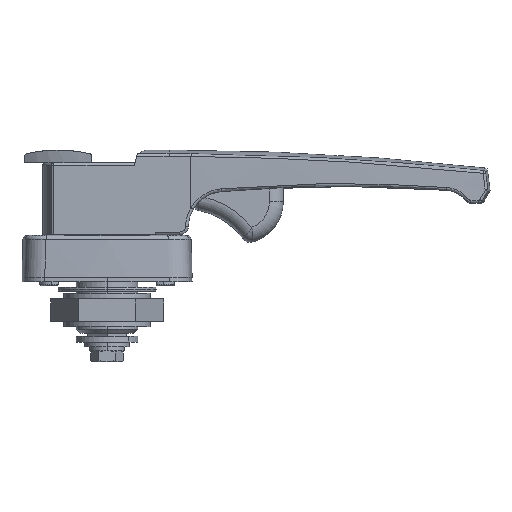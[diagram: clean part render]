
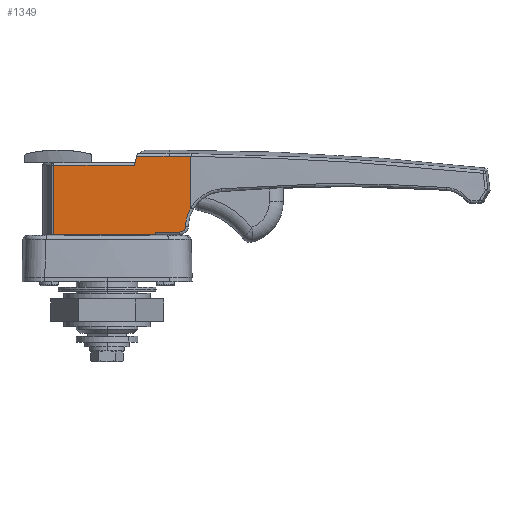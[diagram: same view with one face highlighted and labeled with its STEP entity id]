
A CAD part, left-side view. The second image highlights one B-rep face of the part: STEP entity #1349.
In plain terms, the highlighted planar face has unit normal (-1, 0, 0).
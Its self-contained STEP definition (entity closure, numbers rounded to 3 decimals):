
#73 = EDGE_CURVE ( 'NONE', #281, #22208, #19825, .T. ) ;
#124 = CARTESIAN_POINT ( 'NONE',  ( -12., -9.753, 30.5 ) ) ;
#281 = VERTEX_POINT ( 'NONE', #6082 ) ;
#744 = ORIENTED_EDGE ( 'NONE', *, *, #25391, .T. ) ;
#997 = ORIENTED_EDGE ( 'NONE', *, *, #14562, .T. ) ;
#1068 = VERTEX_POINT ( 'NONE', #12817 ) ;
#1160 = LINE ( 'NONE', #7489, #5226 ) ;
#1349 = ADVANCED_FACE ( 'NONE', ( #22966 ), #3786, .F. ) ;
#1584 = EDGE_CURVE ( 'NONE', #24769, #13754, #1779, .T. ) ;
#1594 = AXIS2_PLACEMENT_3D ( 'NONE', #10793, #18848, #24758 ) ;
#1682 = DIRECTION ( 'NONE',  ( 0., 1., 0. ) ) ;
#1696 = EDGE_LOOP ( 'NONE', ( #4980, #997, #12509, #744, #16202, #5397, #23023, #7013, #2316, #10067, #5712, #19034 ) ) ;
#1779 = LINE ( 'NONE', #10892, #16386 ) ;
#1793 = DIRECTION ( 'NONE',  ( 0., -1., 0. ) ) ;
#1809 = DIRECTION ( 'NONE',  ( 0., 0., -1. ) ) ;
#2316 = ORIENTED_EDGE ( 'NONE', *, *, #12842, .T. ) ;
#3573 = CARTESIAN_POINT ( 'NONE',  ( -12., 19.053, 30.5 ) ) ;
#3786 = PLANE ( 'NONE',  #4189 ) ;
#4004 = CARTESIAN_POINT ( 'NONE',  ( -12., -30., 33.718 ) ) ;
#4189 = AXIS2_PLACEMENT_3D ( 'NONE', #17314, #25511, #1682 ) ;
#4594 = VECTOR ( 'NONE', #9309, 1000. ) ;
#4604 = LINE ( 'NONE', #13857, #18556 ) ;
#4980 = ORIENTED_EDGE ( 'NONE', *, *, #23719, .T. ) ;
#5226 = VECTOR ( 'NONE', #9471, 1000. ) ;
#5278 = VECTOR ( 'NONE', #1793, 1000. ) ;
#5373 = VECTOR ( 'NONE', #12355, 1000. ) ;
#5397 = ORIENTED_EDGE ( 'NONE', *, *, #20789, .F. ) ;
#5426 = CARTESIAN_POINT ( 'NONE',  ( -12., -17.234, 5.7 ) ) ;
#5712 = ORIENTED_EDGE ( 'NONE', *, *, #21230, .T. ) ;
#5791 = DIRECTION ( 'NONE',  ( 0., 0., -1. ) ) ;
#6026 = CARTESIAN_POINT ( 'NONE',  ( -12., -30., 15.43 ) ) ;
#6082 = CARTESIAN_POINT ( 'NONE',  ( -12., 19.053, 5.7 ) ) ;
#7013 = ORIENTED_EDGE ( 'NONE', *, *, #21837, .T. ) ;
#7489 = CARTESIAN_POINT ( 'NONE',  ( -12., -26.007, 6.7 ) ) ;
#7932 = CARTESIAN_POINT ( 'NONE',  ( -12., -24.779, 33.749 ) ) ;
#8308 = VERTEX_POINT ( 'NONE', #22964 ) ;
#9309 = DIRECTION ( 'NONE',  ( 0., -1., 0. ) ) ;
#9471 = DIRECTION ( 'NONE',  ( 0., -1., 0. ) ) ;
#10037 = CARTESIAN_POINT ( 'NONE',  ( -12., -26.007, 6.7 ) ) ;
#10067 = ORIENTED_EDGE ( 'NONE', *, *, #1584, .T. ) ;
#10580 = B_SPLINE_CURVE_WITH_KNOTS ( 'NONE', 3,
 ( #25711, #13756, #23708, #124 ),
 .UNSPECIFIED., .F., .F.,
 ( 4, 4 ),
 ( 0.049, 0.052 ),
 .UNSPECIFIED. ) ;
#10793 = CARTESIAN_POINT ( 'NONE',  ( -12., -26.007, 8.7 ) ) ;
#10892 = CARTESIAN_POINT ( 'NONE',  ( -12., 19.621, 30.5 ) ) ;
#11059 = VERTEX_POINT ( 'NONE', #20174 ) ;
#12009 = LINE ( 'NONE', #15192, #4594 ) ;
#12355 = DIRECTION ( 'NONE',  ( 0., 1., 0. ) ) ;
#12509 = ORIENTED_EDGE ( 'NONE', *, *, #21192, .T. ) ;
#12596 = CIRCLE ( 'NONE', #1594, 2. ) ;
#12817 = CARTESIAN_POINT ( 'NONE',  ( -12., -17.234, 5.7 ) ) ;
#12842 = EDGE_CURVE ( 'NONE', #8308, #24769, #10580, .T. ) ;
#12861 = VERTEX_POINT ( 'NONE', #10037 ) ;
#12959 = VERTEX_POINT ( 'NONE', #6026 ) ;
#13092 = VECTOR ( 'NONE', #17364, 1000. ) ;
#13198 = DIRECTION ( 'NONE',  ( 0., 1., 0. ) ) ;
#13711 = CARTESIAN_POINT ( 'NONE',  ( -12., 17.234, 5.7 ) ) ;
#13754 = VERTEX_POINT ( 'NONE', #3573 ) ;
#13756 = CARTESIAN_POINT ( 'NONE',  ( -12., -10.278, 32.666 ) ) ;
#13767 = EDGE_CURVE ( 'NONE', #11059, #12959, #14318, .T. ) ;
#13857 = CARTESIAN_POINT ( 'NONE',  ( -12., 19.053, 36. ) ) ;
#14318 = CIRCLE ( 'NONE', #22561, 14. ) ;
#14562 = EDGE_CURVE ( 'NONE', #1068, #25196, #25253, .T. ) ;
#15192 = CARTESIAN_POINT ( 'NONE',  ( -12., 19.621, 5.7 ) ) ;
#15684 = CARTESIAN_POINT ( 'NONE',  ( -12., -30., 33.718 ) ) ;
#15859 = LINE ( 'NONE', #24593, #5373 ) ;
#16202 = ORIENTED_EDGE ( 'NONE', *, *, #13767, .T. ) ;
#16386 = VECTOR ( 'NONE', #16611, 1000. ) ;
#16611 = DIRECTION ( 'NONE',  ( 0., 1., 0. ) ) ;
#16624 = B_SPLINE_CURVE_WITH_KNOTS ( 'NONE', 3,
 ( #15684, #25724, #7932, #23726 ),
 .UNSPECIFIED., .F., .F.,
 ( 4, 4 ),
 ( 0., 0.008 ),
 .UNSPECIFIED. ) ;
#16874 = VERTEX_POINT ( 'NONE', #4004 ) ;
#17118 = CARTESIAN_POINT ( 'NONE',  ( -12., -22.168, 33.749 ) ) ;
#17314 = CARTESIAN_POINT ( 'NONE',  ( -12., 19.621, 36. ) ) ;
#17364 = DIRECTION ( 'NONE',  ( 0., 0., 1. ) ) ;
#18556 = VECTOR ( 'NONE', #1809, 1000. ) ;
#18703 = EDGE_CURVE ( 'NONE', #16874, #23694, #16624, .T. ) ;
#18848 = DIRECTION ( 'NONE',  ( -1., 0., 0. ) ) ;
#19034 = ORIENTED_EDGE ( 'NONE', *, *, #73, .T. ) ;
#19178 = CARTESIAN_POINT ( 'NONE',  ( -12., -42., 8.219 ) ) ;
#19766 = LINE ( 'NONE', #25362, #24521 ) ;
#19825 = LINE ( 'NONE', #21701, #5278 ) ;
#19973 = CARTESIAN_POINT ( 'NONE',  ( -12., -17.234, 6.7 ) ) ;
#20174 = CARTESIAN_POINT ( 'NONE',  ( -12., -28.006, 8.64 ) ) ;
#20789 = EDGE_CURVE ( 'NONE', #16874, #12959, #19766, .T. ) ;
#21192 = EDGE_CURVE ( 'NONE', #25196, #12861, #1160, .T. ) ;
#21230 = EDGE_CURVE ( 'NONE', #13754, #281, #4604, .T. ) ;
#21701 = CARTESIAN_POINT ( 'NONE',  ( -12., 19.621, 5.7 ) ) ;
#21837 = EDGE_CURVE ( 'NONE', #23694, #8308, #15859, .T. ) ;
#22208 = VERTEX_POINT ( 'NONE', #13711 ) ;
#22561 = AXIS2_PLACEMENT_3D ( 'NONE', #19178, #23296, #13198 ) ;
#22576 = CARTESIAN_POINT ( 'NONE',  ( -12., -9.753, 30.5 ) ) ;
#22964 = CARTESIAN_POINT ( 'NONE',  ( -12., -10.54, 33.749 ) ) ;
#22966 = FACE_OUTER_BOUND ( 'NONE', #1696, .T. ) ;
#23023 = ORIENTED_EDGE ( 'NONE', *, *, #18703, .T. ) ;
#23296 = DIRECTION ( 'NONE',  ( 1., 0., 0. ) ) ;
#23694 = VERTEX_POINT ( 'NONE', #17118 ) ;
#23708 = CARTESIAN_POINT ( 'NONE',  ( -12., -10.016, 31.583 ) ) ;
#23719 = EDGE_CURVE ( 'NONE', #22208, #1068, #12009, .T. ) ;
#23726 = CARTESIAN_POINT ( 'NONE',  ( -12., -22.168, 33.749 ) ) ;
#24521 = VECTOR ( 'NONE', #5791, 1000. ) ;
#24593 = CARTESIAN_POINT ( 'NONE',  ( -12., 19.621, 33.749 ) ) ;
#24758 = DIRECTION ( 'NONE',  ( 0., 1., 0. ) ) ;
#24769 = VERTEX_POINT ( 'NONE', #22576 ) ;
#25196 = VERTEX_POINT ( 'NONE', #19973 ) ;
#25253 = LINE ( 'NONE', #5426, #13092 ) ;
#25362 = CARTESIAN_POINT ( 'NONE',  ( -12., -30., 36. ) ) ;
#25391 = EDGE_CURVE ( 'NONE', #12861, #11059, #12596, .T. ) ;
#25511 = DIRECTION ( 'NONE',  ( 1., 0., 0. ) ) ;
#25711 = CARTESIAN_POINT ( 'NONE',  ( -12., -10.54, 33.749 ) ) ;
#25724 = CARTESIAN_POINT ( 'NONE',  ( -12., -27.389, 33.739 ) ) ;
